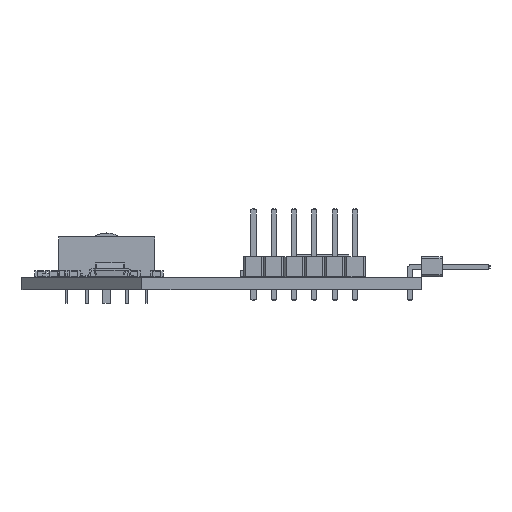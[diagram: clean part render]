
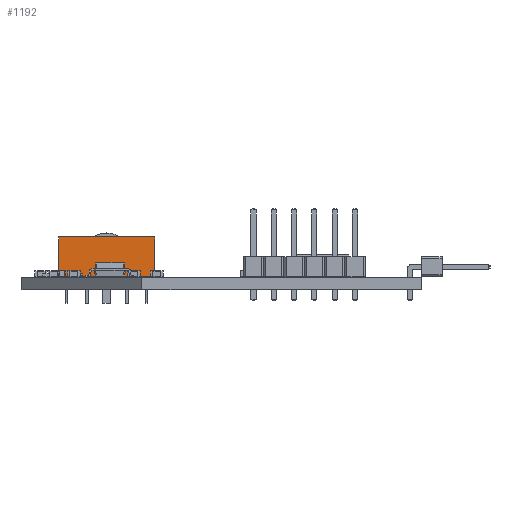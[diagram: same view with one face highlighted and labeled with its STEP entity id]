
A CAD part, left-side view. The second image highlights one B-rep face of the part: STEP entity #1192.
In plain terms, the highlighted face is planar.
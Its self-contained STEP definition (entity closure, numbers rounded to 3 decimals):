
#1080 = VERTEX_POINT('',#1081);
#1081 = CARTESIAN_POINT('',(-6.,7.5,0.));
#1087 = EDGE_CURVE('',#1080,#1088,#1090,.T.);
#1088 = VERTEX_POINT('',#1089);
#1089 = CARTESIAN_POINT('',(-6.,7.5,5.));
#1090 = LINE('',#1091,#1092);
#1091 = CARTESIAN_POINT('',(-6.,7.5,0.));
#1092 = VECTOR('',#1093,1.);
#1093 = DIRECTION('',(0.,0.,1.));
#1175 = VERTEX_POINT('',#1176);
#1176 = CARTESIAN_POINT('',(6.,7.5,5.));
#1182 = EDGE_CURVE('',#1088,#1175,#1183,.T.);
#1183 = LINE('',#1184,#1185);
#1184 = CARTESIAN_POINT('',(-6.,7.5,5.));
#1185 = VECTOR('',#1186,1.);
#1186 = DIRECTION('',(1.,0.,0.));
#1192 = ADVANCED_FACE('',(#1193),#1211,.T.);
#1193 = FACE_BOUND('',#1194,.T.);
#1194 = EDGE_LOOP('',(#1195,#1203,#1204,#1205));
#1195 = ORIENTED_EDGE('',*,*,#1196,.F.);
#1196 = EDGE_CURVE('',#1080,#1197,#1199,.T.);
#1197 = VERTEX_POINT('',#1198);
#1198 = CARTESIAN_POINT('',(6.,7.5,0.));
#1199 = LINE('',#1200,#1201);
#1200 = CARTESIAN_POINT('',(-6.,7.5,0.));
#1201 = VECTOR('',#1202,1.);
#1202 = DIRECTION('',(1.,0.,0.));
#1203 = ORIENTED_EDGE('',*,*,#1087,.T.);
#1204 = ORIENTED_EDGE('',*,*,#1182,.T.);
#1205 = ORIENTED_EDGE('',*,*,#1206,.F.);
#1206 = EDGE_CURVE('',#1197,#1175,#1207,.T.);
#1207 = LINE('',#1208,#1209);
#1208 = CARTESIAN_POINT('',(6.,7.5,0.));
#1209 = VECTOR('',#1210,1.);
#1210 = DIRECTION('',(0.,0.,1.));
#1211 = PLANE('',#1212);
#1212 = AXIS2_PLACEMENT_3D('',#1213,#1214,#1215);
#1213 = CARTESIAN_POINT('',(-6.,7.5,0.));
#1214 = DIRECTION('',(0.,1.,0.));
#1215 = DIRECTION('',(0.,-0.,1.));
